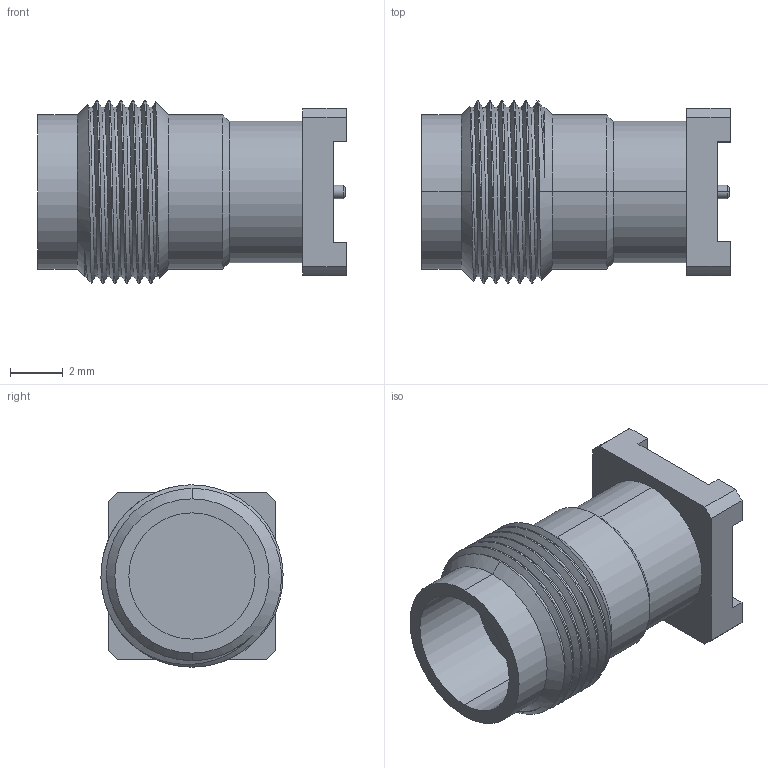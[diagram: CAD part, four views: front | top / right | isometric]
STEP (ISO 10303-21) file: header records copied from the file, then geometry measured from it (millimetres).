
FILE_DESCRIPTION (( 'STEP AP214' ), '1' );
FILE_NAME ('FMCN45933_3D.step', '2023-08-18T22:53:41', ( '' ), ( '' ), 'SwSTEP 2.0', 'SolidWorks 2022', '' );
FILE_SCHEMA (( 'AUTOMOTIVE_DESIGN' ));
Length unit declared in the file: inch
Products named in the file (1): FMCN45933_3D
Bounding box: 11.68 x 6.9 x 6.9 mm (x, y, z)
Volume: 274.2 mm3; surface area: 398.8 mm2
Topology: 1 solids, 1 shells, 65 faces, 163 edges, 105 vertices
Faces by surface type: cylinder 30, plane 23, cone 9, bspline 3
Entity records: 3243 total; most frequent: CARTESIAN_POINT 1725, ORIENTED_EDGE 326, DIRECTION 288, EDGE_CURVE 163, VERTEX_POINT 105, AXIS2_PLACEMENT_3D 101, LINE 86, VECTOR 86
